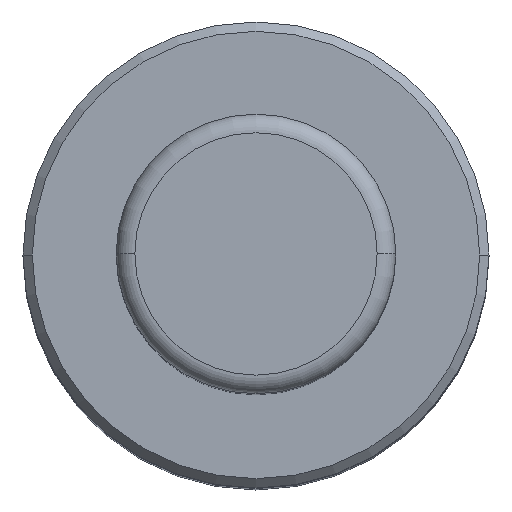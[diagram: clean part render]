
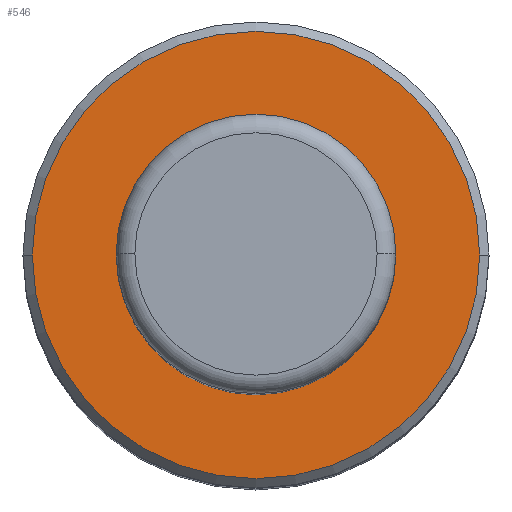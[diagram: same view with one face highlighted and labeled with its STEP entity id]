
A CAD part, top view. The second image highlights one B-rep face of the part: STEP entity #546.
In plain terms, the highlighted planar face has unit normal (0, 0, 1).
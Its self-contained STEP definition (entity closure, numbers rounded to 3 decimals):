
#7 = EDGE_CURVE ( 'NONE', #972, #277, #295, .T. ) ;
#57 = DIRECTION ( 'NONE',  ( 0., 0., -1. ) ) ;
#65 = CARTESIAN_POINT ( 'NONE',  ( -7.5, 0., 61. ) ) ;
#82 = DIRECTION ( 'NONE',  ( 1., 0., 0. ) ) ;
#90 = AXIS2_PLACEMENT_3D ( 'NONE', #1023, #615, #265 ) ;
#95 = DIRECTION ( 'NONE',  ( 0., 0., -1. ) ) ;
#100 = PLANE ( 'NONE',  #216 ) ;
#110 = CARTESIAN_POINT ( 'NONE',  ( 12., 0., 61. ) ) ;
#116 = VERTEX_POINT ( 'NONE', #856 ) ;
#133 = CARTESIAN_POINT ( 'NONE',  ( -12., 0., 61. ) ) ;
#134 = ORIENTED_EDGE ( 'NONE', *, *, #367, .T. ) ;
#157 = FACE_BOUND ( 'NONE', #623, .T. ) ;
#167 = DIRECTION ( 'NONE',  ( 0., 0., 1. ) ) ;
#180 = EDGE_CURVE ( 'NONE', #116, #728, #354, .T. ) ;
#207 = CIRCLE ( 'NONE', #352, 7.5 ) ;
#216 = AXIS2_PLACEMENT_3D ( 'NONE', #412, #579, #82 ) ;
#233 = DIRECTION ( 'NONE',  ( -1., 0., 0. ) ) ;
#245 = ORIENTED_EDGE ( 'NONE', *, *, #7, .T. ) ;
#265 = DIRECTION ( 'NONE',  ( 1., 0., 0. ) ) ;
#277 = VERTEX_POINT ( 'NONE', #110 ) ;
#295 = CIRCLE ( 'NONE', #90, 12. ) ;
#352 = AXIS2_PLACEMENT_3D ( 'NONE', #564, #57, #233 ) ;
#354 = CIRCLE ( 'NONE', #482, 7.5 ) ;
#367 = EDGE_CURVE ( 'NONE', #728, #116, #207, .T. ) ;
#412 = CARTESIAN_POINT ( 'NONE',  ( -7.5, 0., 61. ) ) ;
#482 = AXIS2_PLACEMENT_3D ( 'NONE', #590, #95, #772 ) ;
#537 = FACE_OUTER_BOUND ( 'NONE', #962, .T. ) ;
#546 = ADVANCED_FACE ( 'NONE', ( #537, #157 ), #100, .T. ) ;
#564 = CARTESIAN_POINT ( 'NONE',  ( 0., 0., 61. ) ) ;
#579 = DIRECTION ( 'NONE',  ( 0., 0., 1. ) ) ;
#590 = CARTESIAN_POINT ( 'NONE',  ( 0., 0., 61. ) ) ;
#615 = DIRECTION ( 'NONE',  ( 0., 0., 1. ) ) ;
#623 = EDGE_LOOP ( 'NONE', ( #134, #885 ) ) ;
#706 = ORIENTED_EDGE ( 'NONE', *, *, #823, .T. ) ;
#728 = VERTEX_POINT ( 'NONE', #65 ) ;
#772 = DIRECTION ( 'NONE',  ( -1., 0., 0. ) ) ;
#823 = EDGE_CURVE ( 'NONE', #277, #972, #976, .T. ) ;
#846 = CARTESIAN_POINT ( 'NONE',  ( 0., 0., 61. ) ) ;
#856 = CARTESIAN_POINT ( 'NONE',  ( 7.5, 0., 61. ) ) ;
#872 = AXIS2_PLACEMENT_3D ( 'NONE', #846, #167, #1002 ) ;
#885 = ORIENTED_EDGE ( 'NONE', *, *, #180, .T. ) ;
#962 = EDGE_LOOP ( 'NONE', ( #245, #706 ) ) ;
#972 = VERTEX_POINT ( 'NONE', #133 ) ;
#976 = CIRCLE ( 'NONE', #872, 12. ) ;
#1002 = DIRECTION ( 'NONE',  ( 1., 0., 0. ) ) ;
#1023 = CARTESIAN_POINT ( 'NONE',  ( 0., 0., 61. ) ) ;
